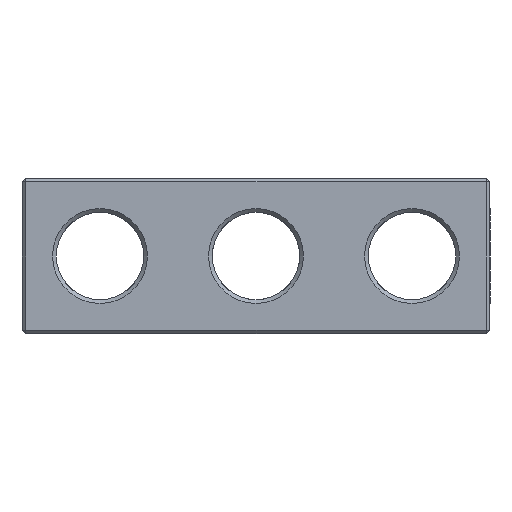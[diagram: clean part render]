
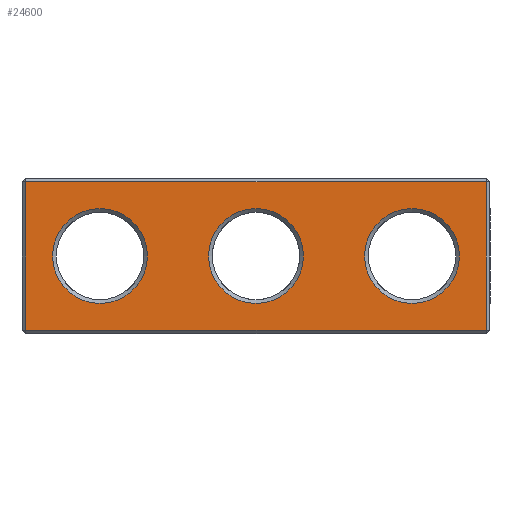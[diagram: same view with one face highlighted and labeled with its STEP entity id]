
A CAD part, front view. The second image highlights one B-rep face of the part: STEP entity #24600.
In plain terms, the highlighted planar face has unit normal (0, -1, 0).
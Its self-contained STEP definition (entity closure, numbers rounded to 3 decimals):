
#2283 = PLANE('',#2284);
#2284 = AXIS2_PLACEMENT_3D('',#2285,#2286,#2287);
#2285 = CARTESIAN_POINT('',(-18.75,-6.1,0.15));
#2286 = DIRECTION('',(0.,0.707,0.707));
#2287 = DIRECTION('',(1.,0.,0.));
#3128 = PLANE('',#3129);
#3129 = AXIS2_PLACEMENT_3D('',#3130,#3131,#3132);
#3130 = CARTESIAN_POINT('',(-18.75,-6.1,12.35));
#3131 = DIRECTION('',(0.,-0.707,0.707));
#3132 = DIRECTION('',(1.,0.,0.));
#8906 = PLANE('',#8907);
#8907 = AXIS2_PLACEMENT_3D('',#8908,#8909,#8910);
#8908 = CARTESIAN_POINT('',(-18.6,-6.1,0.));
#8909 = DIRECTION('',(-0.707,-0.707,0.));
#8910 = DIRECTION('',(0.,0.,1.));
#9268 = VERTEX_POINT('',#9269);
#9269 = CARTESIAN_POINT('',(-18.45,-6.25,0.3));
#9295 = EDGE_CURVE('',#9268,#9296,#9298,.T.);
#9296 = VERTEX_POINT('',#9297);
#9297 = CARTESIAN_POINT('',(18.45,-6.25,0.3));
#9298 = SURFACE_CURVE('',#9299,(#9303,#9310),.PCURVE_S1.);
#9299 = LINE('',#9300,#9301);
#9300 = CARTESIAN_POINT('',(-18.75,-6.25,0.3));
#9301 = VECTOR('',#9302,1.);
#9302 = DIRECTION('',(1.,0.,0.));
#9303 = PCURVE('',#2283,#9304);
#9304 = DEFINITIONAL_REPRESENTATION('',(#9305),#9309);
#9305 = LINE('',#9306,#9307);
#9306 = CARTESIAN_POINT('',(0.,-0.212));
#9307 = VECTOR('',#9308,1.);
#9308 = DIRECTION('',(1.,0.));
#9309 = ( GEOMETRIC_REPRESENTATION_CONTEXT(2) 
PARAMETRIC_REPRESENTATION_CONTEXT() REPRESENTATION_CONTEXT('2D SPACE',''
  ) );
#9310 = PCURVE('',#9311,#9316);
#9311 = PLANE('',#9312);
#9312 = AXIS2_PLACEMENT_3D('',#9313,#9314,#9315);
#9313 = CARTESIAN_POINT('',(-18.75,-6.25,0.));
#9314 = DIRECTION('',(0.,1.,0.));
#9315 = DIRECTION('',(1.,0.,0.));
#9316 = DEFINITIONAL_REPRESENTATION('',(#9317),#9321);
#9317 = LINE('',#9318,#9319);
#9318 = CARTESIAN_POINT('',(0.,-0.3));
#9319 = VECTOR('',#9320,1.);
#9320 = DIRECTION('',(1.,0.));
#9321 = ( GEOMETRIC_REPRESENTATION_CONTEXT(2) 
PARAMETRIC_REPRESENTATION_CONTEXT() REPRESENTATION_CONTEXT('2D SPACE',''
  ) );
#10715 = VERTEX_POINT('',#10716);
#10716 = CARTESIAN_POINT('',(-18.45,-6.25,12.2));
#10742 = EDGE_CURVE('',#10715,#10743,#10745,.T.);
#10743 = VERTEX_POINT('',#10744);
#10744 = CARTESIAN_POINT('',(18.45,-6.25,12.2));
#10745 = SURFACE_CURVE('',#10746,(#10750,#10757),.PCURVE_S1.);
#10746 = LINE('',#10747,#10748);
#10747 = CARTESIAN_POINT('',(-18.75,-6.25,12.2));
#10748 = VECTOR('',#10749,1.);
#10749 = DIRECTION('',(1.,0.,0.));
#10750 = PCURVE('',#3128,#10751);
#10751 = DEFINITIONAL_REPRESENTATION('',(#10752),#10756);
#10752 = LINE('',#10753,#10754);
#10753 = CARTESIAN_POINT('',(0.,-0.212));
#10754 = VECTOR('',#10755,1.);
#10755 = DIRECTION('',(1.,0.));
#10756 = ( GEOMETRIC_REPRESENTATION_CONTEXT(2) 
PARAMETRIC_REPRESENTATION_CONTEXT() REPRESENTATION_CONTEXT('2D SPACE',''
  ) );
#10757 = PCURVE('',#9311,#10758);
#10758 = DEFINITIONAL_REPRESENTATION('',(#10759),#10763);
#10759 = LINE('',#10760,#10761);
#10760 = CARTESIAN_POINT('',(0.,-12.2));
#10761 = VECTOR('',#10762,1.);
#10762 = DIRECTION('',(1.,0.));
#10763 = ( GEOMETRIC_REPRESENTATION_CONTEXT(2) 
PARAMETRIC_REPRESENTATION_CONTEXT() REPRESENTATION_CONTEXT('2D SPACE',''
  ) );
#23566 = EDGE_CURVE('',#9268,#10715,#23567,.T.);
#23567 = SURFACE_CURVE('',#23568,(#23572,#23579),.PCURVE_S1.);
#23568 = LINE('',#23569,#23570);
#23569 = CARTESIAN_POINT('',(-18.45,-6.25,0.));
#23570 = VECTOR('',#23571,1.);
#23571 = DIRECTION('',(0.,0.,1.));
#23572 = PCURVE('',#8906,#23573);
#23573 = DEFINITIONAL_REPRESENTATION('',(#23574),#23578);
#23574 = LINE('',#23575,#23576);
#23575 = CARTESIAN_POINT('',(0.,-0.212));
#23576 = VECTOR('',#23577,1.);
#23577 = DIRECTION('',(1.,0.));
#23578 = ( GEOMETRIC_REPRESENTATION_CONTEXT(2) 
PARAMETRIC_REPRESENTATION_CONTEXT() REPRESENTATION_CONTEXT('2D SPACE',''
  ) );
#23579 = PCURVE('',#9311,#23580);
#23580 = DEFINITIONAL_REPRESENTATION('',(#23581),#23585);
#23581 = LINE('',#23582,#23583);
#23582 = CARTESIAN_POINT('',(0.3,0.));
#23583 = VECTOR('',#23584,1.);
#23584 = DIRECTION('',(0.,-1.));
#23585 = ( GEOMETRIC_REPRESENTATION_CONTEXT(2) 
PARAMETRIC_REPRESENTATION_CONTEXT() REPRESENTATION_CONTEXT('2D SPACE',''
  ) );
#24600 = ADVANCED_FACE('',(#24601,#24632,#24663,#24694),#9311,.F.);
#24601 = FACE_BOUND('',#24602,.F.);
#24602 = EDGE_LOOP('',(#24603,#24604,#24605,#24631));
#24603 = ORIENTED_EDGE('',*,*,#23566,.T.);
#24604 = ORIENTED_EDGE('',*,*,#10742,.T.);
#24605 = ORIENTED_EDGE('',*,*,#24606,.F.);
#24606 = EDGE_CURVE('',#9296,#10743,#24607,.T.);
#24607 = SURFACE_CURVE('',#24608,(#24612,#24619),.PCURVE_S1.);
#24608 = LINE('',#24609,#24610);
#24609 = CARTESIAN_POINT('',(18.45,-6.25,0.));
#24610 = VECTOR('',#24611,1.);
#24611 = DIRECTION('',(0.,0.,1.));
#24612 = PCURVE('',#9311,#24613);
#24613 = DEFINITIONAL_REPRESENTATION('',(#24614),#24618);
#24614 = LINE('',#24615,#24616);
#24615 = CARTESIAN_POINT('',(37.2,0.));
#24616 = VECTOR('',#24617,1.);
#24617 = DIRECTION('',(0.,-1.));
#24618 = ( GEOMETRIC_REPRESENTATION_CONTEXT(2) 
PARAMETRIC_REPRESENTATION_CONTEXT() REPRESENTATION_CONTEXT('2D SPACE',''
  ) );
#24619 = PCURVE('',#24620,#24625);
#24620 = PLANE('',#24621);
#24621 = AXIS2_PLACEMENT_3D('',#24622,#24623,#24624);
#24622 = CARTESIAN_POINT('',(18.6,-6.1,0.));
#24623 = DIRECTION('',(0.707,-0.707,0.));
#24624 = DIRECTION('',(0.,0.,1.));
#24625 = DEFINITIONAL_REPRESENTATION('',(#24626),#24630);
#24626 = LINE('',#24627,#24628);
#24627 = CARTESIAN_POINT('',(0.,0.212));
#24628 = VECTOR('',#24629,1.);
#24629 = DIRECTION('',(1.,0.));
#24630 = ( GEOMETRIC_REPRESENTATION_CONTEXT(2) 
PARAMETRIC_REPRESENTATION_CONTEXT() REPRESENTATION_CONTEXT('2D SPACE',''
  ) );
#24631 = ORIENTED_EDGE('',*,*,#9295,.F.);
#24632 = FACE_BOUND('',#24633,.F.);
#24633 = EDGE_LOOP('',(#24634));
#24634 = ORIENTED_EDGE('',*,*,#24635,.F.);
#24635 = EDGE_CURVE('',#24636,#24636,#24638,.T.);
#24636 = VERTEX_POINT('',#24637);
#24637 = CARTESIAN_POINT('',(0.,-6.25,2.45));
#24638 = SURFACE_CURVE('',#24639,(#24644,#24651),.PCURVE_S1.);
#24639 = CIRCLE('',#24640,3.8);
#24640 = AXIS2_PLACEMENT_3D('',#24641,#24642,#24643);
#24641 = CARTESIAN_POINT('',(0.,-6.25,6.25));
#24642 = DIRECTION('',(0.,1.,0.));
#24643 = DIRECTION('',(0.,0.,-1.));
#24644 = PCURVE('',#9311,#24645);
#24645 = DEFINITIONAL_REPRESENTATION('',(#24646),#24650);
#24646 = CIRCLE('',#24647,3.8);
#24647 = AXIS2_PLACEMENT_2D('',#24648,#24649);
#24648 = CARTESIAN_POINT('',(18.75,-6.25));
#24649 = DIRECTION('',(0.,1.));
#24650 = ( GEOMETRIC_REPRESENTATION_CONTEXT(2) 
PARAMETRIC_REPRESENTATION_CONTEXT() REPRESENTATION_CONTEXT('2D SPACE',''
  ) );
#24651 = PCURVE('',#24652,#24657);
#24652 = CONICAL_SURFACE('',#24653,3.8,0.785);
#24653 = AXIS2_PLACEMENT_3D('',#24654,#24655,#24656);
#24654 = CARTESIAN_POINT('',(0.,-6.25,6.25));
#24655 = DIRECTION('',(0.,-1.,0.));
#24656 = DIRECTION('',(0.,0.,-1.));
#24657 = DEFINITIONAL_REPRESENTATION('',(#24658),#24662);
#24658 = LINE('',#24659,#24660);
#24659 = CARTESIAN_POINT('',(-0.,-0.));
#24660 = VECTOR('',#24661,1.);
#24661 = DIRECTION('',(-1.,-0.));
#24662 = ( GEOMETRIC_REPRESENTATION_CONTEXT(2) 
PARAMETRIC_REPRESENTATION_CONTEXT() REPRESENTATION_CONTEXT('2D SPACE',''
  ) );
#24663 = FACE_BOUND('',#24664,.F.);
#24664 = EDGE_LOOP('',(#24665));
#24665 = ORIENTED_EDGE('',*,*,#24666,.F.);
#24666 = EDGE_CURVE('',#24667,#24667,#24669,.T.);
#24667 = VERTEX_POINT('',#24668);
#24668 = CARTESIAN_POINT('',(-16.3,-6.25,6.25));
#24669 = SURFACE_CURVE('',#24670,(#24675,#24682),.PCURVE_S1.);
#24670 = CIRCLE('',#24671,3.8);
#24671 = AXIS2_PLACEMENT_3D('',#24672,#24673,#24674);
#24672 = CARTESIAN_POINT('',(-12.5,-6.25,6.25));
#24673 = DIRECTION('',(0.,1.,0.));
#24674 = DIRECTION('',(-1.,0.,0.));
#24675 = PCURVE('',#9311,#24676);
#24676 = DEFINITIONAL_REPRESENTATION('',(#24677),#24681);
#24677 = CIRCLE('',#24678,3.8);
#24678 = AXIS2_PLACEMENT_2D('',#24679,#24680);
#24679 = CARTESIAN_POINT('',(6.25,-6.25));
#24680 = DIRECTION('',(-1.,0.));
#24681 = ( GEOMETRIC_REPRESENTATION_CONTEXT(2) 
PARAMETRIC_REPRESENTATION_CONTEXT() REPRESENTATION_CONTEXT('2D SPACE',''
  ) );
#24682 = PCURVE('',#24683,#24688);
#24683 = CONICAL_SURFACE('',#24684,3.5,0.785);
#24684 = AXIS2_PLACEMENT_3D('',#24685,#24686,#24687);
#24685 = CARTESIAN_POINT('',(-12.5,-5.95,6.25));
#24686 = DIRECTION('',(0.,-1.,0.));
#24687 = DIRECTION('',(-1.,0.,0.));
#24688 = DEFINITIONAL_REPRESENTATION('',(#24689),#24693);
#24689 = LINE('',#24690,#24691);
#24690 = CARTESIAN_POINT('',(-0.,0.3));
#24691 = VECTOR('',#24692,1.);
#24692 = DIRECTION('',(-1.,0.));
#24693 = ( GEOMETRIC_REPRESENTATION_CONTEXT(2) 
PARAMETRIC_REPRESENTATION_CONTEXT() REPRESENTATION_CONTEXT('2D SPACE',''
  ) );
#24694 = FACE_BOUND('',#24695,.F.);
#24695 = EDGE_LOOP('',(#24696));
#24696 = ORIENTED_EDGE('',*,*,#24697,.T.);
#24697 = EDGE_CURVE('',#24698,#24698,#24700,.T.);
#24698 = VERTEX_POINT('',#24699);
#24699 = CARTESIAN_POINT('',(16.3,-6.25,6.25));
#24700 = SURFACE_CURVE('',#24701,(#24706,#24717),.PCURVE_S1.);
#24701 = CIRCLE('',#24702,3.8);
#24702 = AXIS2_PLACEMENT_3D('',#24703,#24704,#24705);
#24703 = CARTESIAN_POINT('',(12.5,-6.25,6.25));
#24704 = DIRECTION('',(0.,-1.,0.));
#24705 = DIRECTION('',(1.,0.,0.));
#24706 = PCURVE('',#9311,#24707);
#24707 = DEFINITIONAL_REPRESENTATION('',(#24708),#24716);
#24708 = ( BOUNDED_CURVE() B_SPLINE_CURVE(2,(#24709,#24710,#24711,#24712
    ,#24713,#24714,#24715),.UNSPECIFIED.,.T.,.F.) 
B_SPLINE_CURVE_WITH_KNOTS((1,2,2,2,2,1),(-2.094,0.,
    2.094,4.189,6.283,8.378),
.UNSPECIFIED.) CURVE() GEOMETRIC_REPRESENTATION_ITEM() 
RATIONAL_B_SPLINE_CURVE((1.,0.5,1.,0.5,1.,0.5,1.)) REPRESENTATION_ITEM(
  '') );
#24709 = CARTESIAN_POINT('',(35.05,-6.25));
#24710 = CARTESIAN_POINT('',(35.05,-12.832));
#24711 = CARTESIAN_POINT('',(29.35,-9.541));
#24712 = CARTESIAN_POINT('',(23.65,-6.25));
#24713 = CARTESIAN_POINT('',(29.35,-2.959));
#24714 = CARTESIAN_POINT('',(35.05,0.332));
#24715 = CARTESIAN_POINT('',(35.05,-6.25));
#24716 = ( GEOMETRIC_REPRESENTATION_CONTEXT(2) 
PARAMETRIC_REPRESENTATION_CONTEXT() REPRESENTATION_CONTEXT('2D SPACE',''
  ) );
#24717 = PCURVE('',#24718,#24723);
#24718 = CONICAL_SURFACE('',#24719,3.5,0.785);
#24719 = AXIS2_PLACEMENT_3D('',#24720,#24721,#24722);
#24720 = CARTESIAN_POINT('',(12.5,-5.95,6.25));
#24721 = DIRECTION('',(0.,-1.,0.));
#24722 = DIRECTION('',(1.,0.,0.));
#24723 = DEFINITIONAL_REPRESENTATION('',(#24724),#24728);
#24724 = LINE('',#24725,#24726);
#24725 = CARTESIAN_POINT('',(0.,0.3));
#24726 = VECTOR('',#24727,1.);
#24727 = DIRECTION('',(1.,0.));
#24728 = ( GEOMETRIC_REPRESENTATION_CONTEXT(2) 
PARAMETRIC_REPRESENTATION_CONTEXT() REPRESENTATION_CONTEXT('2D SPACE',''
  ) );
